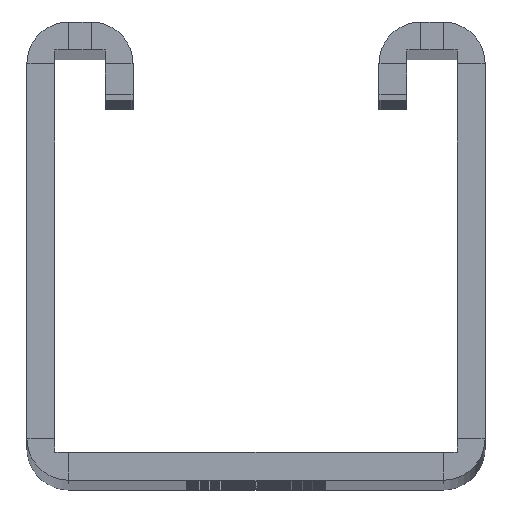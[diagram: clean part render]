
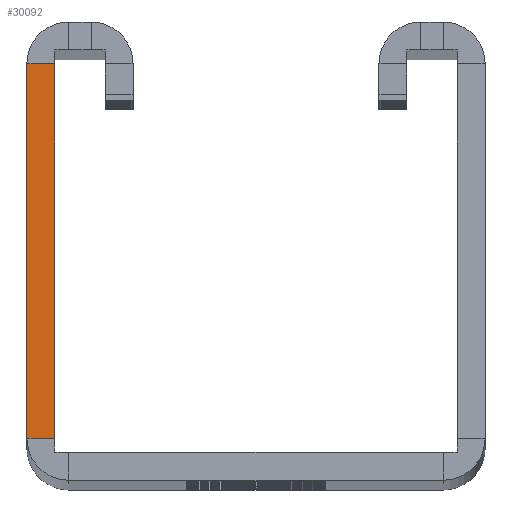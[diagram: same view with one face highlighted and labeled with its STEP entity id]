
A CAD part, top view. The second image highlights one B-rep face of the part: STEP entity #30092.
In plain terms, the highlighted planar face has unit normal (0, 0, 1).
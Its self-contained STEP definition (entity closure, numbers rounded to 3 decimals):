
#80 = DIRECTION ( 'NONE',  ( 0., 1., 0. ) ) ;
#540 = CARTESIAN_POINT ( 'NONE',  ( -20.5, 3.75, 0. ) ) ;
#1338 = CARTESIAN_POINT ( 'NONE',  ( -16.75, 2.5, 0. ) ) ;
#1971 = EDGE_CURVE ( 'NONE', #3202, #19973, #6098, .T. ) ;
#3202 = VERTEX_POINT ( 'NONE', #30754 ) ;
#4199 = AXIS2_PLACEMENT_3D ( 'NONE', #1338, #11250, #25846 ) ;
#4552 = EDGE_LOOP ( 'NONE', ( #11086, #5780, #8999, #24543 ) ) ;
#5631 = VECTOR ( 'NONE', #30137, 1000. ) ;
#5780 = ORIENTED_EDGE ( 'NONE', *, *, #24929, .T. ) ;
#6098 = LINE ( 'NONE', #19890, #11118 ) ;
#8999 = ORIENTED_EDGE ( 'NONE', *, *, #1971, .T. ) ;
#9688 = CARTESIAN_POINT ( 'NONE',  ( -20.5, 37.25, 0. ) ) ;
#10312 = EDGE_CURVE ( 'NONE', #19973, #26888, #16877, .T. ) ;
#10400 = CARTESIAN_POINT ( 'NONE',  ( -20.5, 0., 0. ) ) ;
#10739 = CARTESIAN_POINT ( 'NONE',  ( -18., 37.25, 0. ) ) ;
#10887 = VERTEX_POINT ( 'NONE', #540 ) ;
#11086 = ORIENTED_EDGE ( 'NONE', *, *, #19203, .F. ) ;
#11118 = VECTOR ( 'NONE', #80, 1000. ) ;
#11250 = DIRECTION ( 'NONE',  ( 0., 0., 1. ) ) ;
#13313 = FACE_OUTER_BOUND ( 'NONE', #4552, .T. ) ;
#15148 = CARTESIAN_POINT ( 'NONE',  ( -20.5, 3.75, 0. ) ) ;
#16877 = LINE ( 'NONE', #10739, #28770 ) ;
#19203 = EDGE_CURVE ( 'NONE', #10887, #26888, #31804, .T. ) ;
#19890 = CARTESIAN_POINT ( 'NONE',  ( -18., 0., 0. ) ) ;
#19973 = VERTEX_POINT ( 'NONE', #21095 ) ;
#21095 = CARTESIAN_POINT ( 'NONE',  ( -18., 37.25, 0. ) ) ;
#22418 = VECTOR ( 'NONE', #26976, 1000. ) ;
#23384 = DIRECTION ( 'NONE',  ( -1., 0., 0. ) ) ;
#24543 = ORIENTED_EDGE ( 'NONE', *, *, #10312, .T. ) ;
#24929 = EDGE_CURVE ( 'NONE', #10887, #3202, #30480, .T. ) ;
#25846 = DIRECTION ( 'NONE',  ( 1., 0., 0. ) ) ;
#26888 = VERTEX_POINT ( 'NONE', #9688 ) ;
#26976 = DIRECTION ( 'NONE',  ( 1., 0., 0. ) ) ;
#28770 = VECTOR ( 'NONE', #23384, 1000. ) ;
#30092 = ADVANCED_FACE ( 'NONE', ( #13313 ), #30679, .T. ) ;
#30137 = DIRECTION ( 'NONE',  ( 0., 1., 0. ) ) ;
#30480 = LINE ( 'NONE', #15148, #22418 ) ;
#30679 = PLANE ( 'NONE',  #4199 ) ;
#30754 = CARTESIAN_POINT ( 'NONE',  ( -18., 3.75, 0. ) ) ;
#31804 = LINE ( 'NONE', #10400, #5631 ) ;
